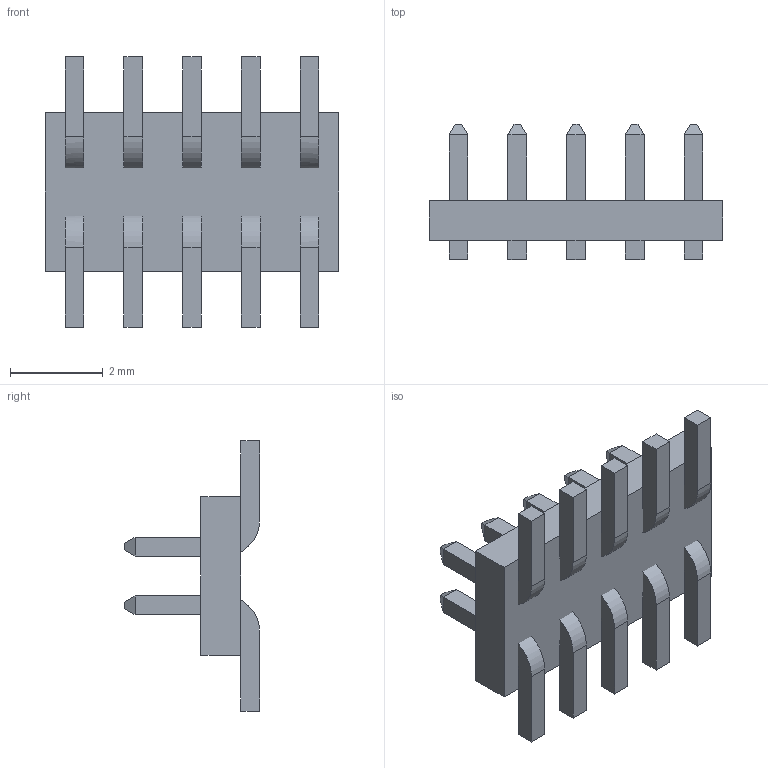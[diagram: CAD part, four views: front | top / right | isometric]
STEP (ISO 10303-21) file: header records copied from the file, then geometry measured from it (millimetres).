
FILE_DESCRIPTION(/* description */ ('STEP AP214'),/* implementation_level */ '2;1');
FILE_NAME(/* name */ 'FTS-105-03-F-DV',/* time_stamp */ '2024-02-27T10:16:29+01:00',/* author */ ('License CC BY-ND 4.0'),/* organization */ ('CADENAS'),/* preprocessor_version */ 'ST-DEVELOPER v19.3',/* originating_system */ 'PARTsolutions',/* authorisation */ ' ');
FILE_SCHEMA (('AUTOMOTIVE_DESIGN {1 0 10303 214 3 1 1}'));
Length unit declared in the file: inch
Products named in the file (4): FTS-105-03-F-DV; FTS-105-03-F-DV_body; FTS-105-03-F-DV_pins1; FTS-105-03-F-DV_pins2
Assembly tree (3 placements, depth 2):
  FTS-105-03-F-DV
    FTS-105-03-F-DV_body
    FTS-105-03-F-DV_pins1
    FTS-105-03-F-DV_pins2
Bounding box: 6.35 x 2.92 x 5.84 mm (x, y, z)
Volume: 31.5 mm3; surface area: 177.6 mm2
Topology: 3 solids, 3 shells, 152 faces, 398 edges, 252 vertices
Faces by surface type: plane 148, cylinder 4
Entity records: 4667 total; most frequent: CARTESIAN_POINT 806, ORIENTED_EDGE 796, DIRECTION 750, EDGE_CURVE 398, LINE 358, VECTOR 358, VERTEX_POINT 252, AXIS2_PLACEMENT_3D 196
